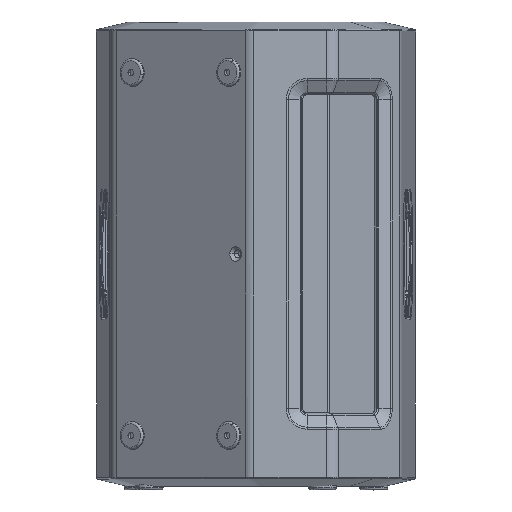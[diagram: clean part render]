
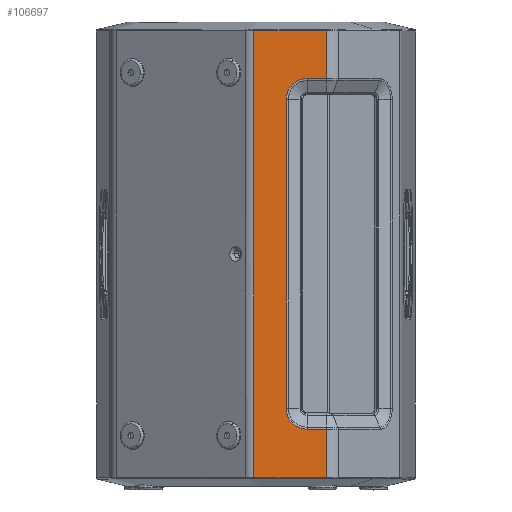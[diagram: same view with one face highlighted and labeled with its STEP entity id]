
A CAD part, top view. The second image highlights one B-rep face of the part: STEP entity #106697.
In plain terms, the highlighted planar face has unit normal (0, 0, 1).
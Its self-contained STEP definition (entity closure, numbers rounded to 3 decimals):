
#305 = CARTESIAN_POINT ( 'NONE',  ( 46.226, -303.438, 187.5 ) ) ;
#748 = CARTESIAN_POINT ( 'NONE',  ( 80.978, -303.438, 187.5 ) ) ;
#952 = ORIENTED_EDGE ( 'NONE', *, *, #29799, .T. ) ;
#2681 = AXIS2_PLACEMENT_3D ( 'NONE', #130710, #79609, #111474 ) ;
#3586 = LINE ( 'NONE', #95689, #96373 ) ;
#4244 = CARTESIAN_POINT ( 'NONE',  ( 95.287, -237.983, 187.5 ) ) ;
#5365 = VERTEX_POINT ( 'NONE', #111836 ) ;
#7400 = VECTOR ( 'NONE', #88453, 1000. ) ;
#12134 = DIRECTION ( 'NONE',  ( -1., 0., 0. ) ) ;
#12305 = DIRECTION ( 'NONE',  ( -1., 0., 0. ) ) ;
#12556 = DIRECTION ( 'NONE',  ( 0., -1., 0. ) ) ;
#16784 = PLANE ( 'NONE',  #2681 ) ;
#17374 = CARTESIAN_POINT ( 'NONE',  ( 40.907, 209.5, 187.5 ) ) ;
#17849 = LINE ( 'NONE', #83985, #102483 ) ;
#18801 = CARTESIAN_POINT ( 'NONE',  ( -1.813, 303.438, 187.5 ) ) ;
#19782 = VECTOR ( 'NONE', #91797, 1000. ) ;
#20808 = VERTEX_POINT ( 'NONE', #56000 ) ;
#21314 = ORIENTED_EDGE ( 'NONE', *, *, #87997, .T. ) ;
#22780 = ORIENTED_EDGE ( 'NONE', *, *, #120633, .T. ) ;
#23451 = CARTESIAN_POINT ( 'NONE',  ( 69.39, -237.983, 187.5 ) ) ;
#24135 = EDGE_LOOP ( 'NONE', ( #952, #21314, #30344, #105640, #25415, #127666, #28990, #99294, #22780, #27144 ) ) ;
#25415 = ORIENTED_EDGE ( 'NONE', *, *, #97226, .T. ) ;
#25703 = B_SPLINE_CURVE_WITH_KNOTS ( 'NONE', 3,
 ( #102219, #74020, #114495, #114964, #52129, #62640, #104007, #74472, #305, #105393, #748, #31187, #53058, #93947, #32527, #32085, #73118 ),
 .UNSPECIFIED., .F., .F.,
 ( 4, 2, 1, 1, 1, 1, 1, 1, 1, 1, 1, 2, 4 ),
 ( 0., 0.002, 0.003, 0.006, 0.012, 0.025, 0.049, 0.074, 0.086, 0.092, 0.095, 0.097, 0.098 ),
 .UNSPECIFIED. ) ;
#26592 = CARTESIAN_POINT ( 'NONE',  ( 94.265, 303.438, 187.5 ) ) ;
#27144 = ORIENTED_EDGE ( 'NONE', *, *, #61353, .T. ) ;
#28990 = ORIENTED_EDGE ( 'NONE', *, *, #65946, .T. ) ;
#29684 = CARTESIAN_POINT ( 'NONE',  ( 46.226, 303.438, 187.5 ) ) ;
#29799 = EDGE_CURVE ( 'NONE', #39887, #20808, #37127, .T. ) ;
#30344 = ORIENTED_EDGE ( 'NONE', *, *, #112609, .T. ) ;
#31187 = CARTESIAN_POINT ( 'NONE',  ( 88.132, -303.438, 187.5 ) ) ;
#32085 = CARTESIAN_POINT ( 'NONE',  ( 94.776, -303.44, 187.5 ) ) ;
#32515 = CARTESIAN_POINT ( 'NONE',  ( -2.835, 305., 187.5 ) ) ;
#32527 = CARTESIAN_POINT ( 'NONE',  ( 94.265, -303.438, 187.5 ) ) ;
#32789 = VERTEX_POINT ( 'NONE', #102686 ) ;
#37127 = CIRCLE ( 'NONE', #95185, 28.483 ) ;
#38411 = LINE ( 'NONE', #23451, #134687 ) ;
#39682 = CARTESIAN_POINT ( 'NONE',  ( -2.835, 303.438, 187.5 ) ) ;
#39887 = VERTEX_POINT ( 'NONE', #17374 ) ;
#40956 = DIRECTION ( 'NONE',  ( 0., 0., -1. ) ) ;
#42776 = DIRECTION ( 'NONE',  ( -1., 0., 0. ) ) ;
#44028 = FACE_OUTER_BOUND ( 'NONE', #24135, .T. ) ;
#45487 = AXIS2_PLACEMENT_3D ( 'NONE', #84632, #116081, #12305 ) ;
#51541 = CARTESIAN_POINT ( 'NONE',  ( -2.324, 303.44, 187.5 ) ) ;
#52129 = CARTESIAN_POINT ( 'NONE',  ( 0.742, -303.438, 187.5 ) ) ;
#53058 = CARTESIAN_POINT ( 'NONE',  ( 91.71, -303.438, 187.5 ) ) ;
#54343 = EDGE_CURVE ( 'NONE', #77689, #5365, #25703, .T. ) ;
#56000 = CARTESIAN_POINT ( 'NONE',  ( 69.39, 237.983, 187.5 ) ) ;
#60225 = CARTESIAN_POINT ( 'NONE',  ( -0.791, 303.438, 187.5 ) ) ;
#61353 = EDGE_CURVE ( 'NONE', #32789, #39887, #112651, .T. ) ;
#62640 = CARTESIAN_POINT ( 'NONE',  ( 4.32, -303.438, 187.5 ) ) ;
#65101 = CARTESIAN_POINT ( 'NONE',  ( -2.835, -303.438, 187.5 ) ) ;
#65946 = EDGE_CURVE ( 'NONE', #5365, #131781, #17849, .T. ) ;
#66293 = EDGE_CURVE ( 'NONE', #78798, #124791, #73002, .T. ) ;
#66571 = LINE ( 'NONE', #32515, #69840 ) ;
#69840 = VECTOR ( 'NONE', #12556, 1000. ) ;
#71635 = CARTESIAN_POINT ( 'NONE',  ( 0.742, 303.438, 187.5 ) ) ;
#73002 = B_SPLINE_CURVE_WITH_KNOTS ( 'NONE', 3,
 ( #90242, #131356, #26592, #113913, #81153, #113479, #113025, #134473, #29684, #123088, #103412, #82485, #71635, #60225, #18801, #51541, #39682 ),
 .UNSPECIFIED., .F., .F.,
 ( 4, 2, 1, 1, 1, 1, 1, 1, 1, 1, 1, 2, 4 ),
 ( 0., 0.002, 0.003, 0.006, 0.012, 0.025, 0.049, 0.074, 0.086, 0.092, 0.095, 0.097, 0.098 ),
 .UNSPECIFIED. ) ;
#73042 = CARTESIAN_POINT ( 'NONE',  ( -2.835, 303.438, 187.5 ) ) ;
#73118 = CARTESIAN_POINT ( 'NONE',  ( 95.287, -303.437, 187.5 ) ) ;
#73335 = CARTESIAN_POINT ( 'NONE',  ( 69.39, 209.5, 187.5 ) ) ;
#74020 = CARTESIAN_POINT ( 'NONE',  ( -2.324, -303.44, 187.5 ) ) ;
#74347 = CARTESIAN_POINT ( 'NONE',  ( 95.287, 303.437, 187.5 ) ) ;
#74472 = CARTESIAN_POINT ( 'NONE',  ( 25.784, -303.438, 187.5 ) ) ;
#74690 = VERTEX_POINT ( 'NONE', #120061 ) ;
#77689 = VERTEX_POINT ( 'NONE', #65101 ) ;
#78798 = VERTEX_POINT ( 'NONE', #74347 ) ;
#79609 = DIRECTION ( 'NONE',  ( 0., 0., -1. ) ) ;
#81153 = CARTESIAN_POINT ( 'NONE',  ( 91.71, 303.438, 187.5 ) ) ;
#82485 = CARTESIAN_POINT ( 'NONE',  ( 4.32, 303.438, 187.5 ) ) ;
#83985 = CARTESIAN_POINT ( 'NONE',  ( 95.287, 305., 187.5 ) ) ;
#84632 = CARTESIAN_POINT ( 'NONE',  ( 69.39, -209.5, 187.5 ) ) ;
#87804 = EDGE_CURVE ( 'NONE', #131781, #120525, #38411, .T. ) ;
#87997 = EDGE_CURVE ( 'NONE', #20808, #74690, #124711, .T. ) ;
#88453 = DIRECTION ( 'NONE',  ( 1., 0., 0. ) ) ;
#90242 = CARTESIAN_POINT ( 'NONE',  ( 95.287, 303.437, 187.5 ) ) ;
#91797 = DIRECTION ( 'NONE',  ( 0., 1., 0. ) ) ;
#92233 = CARTESIAN_POINT ( 'NONE',  ( 40.907, 209.5, 187.5 ) ) ;
#93947 = CARTESIAN_POINT ( 'NONE',  ( 93.243, -303.438, 187.5 ) ) ;
#94605 = CARTESIAN_POINT ( 'NONE',  ( 69.39, -237.983, 187.5 ) ) ;
#95185 = AXIS2_PLACEMENT_3D ( 'NONE', #73335, #40956, #42776 ) ;
#95689 = CARTESIAN_POINT ( 'NONE',  ( 95.287, 305., 187.5 ) ) ;
#96373 = VECTOR ( 'NONE', #106199, 1000. ) ;
#97226 = EDGE_CURVE ( 'NONE', #124791, #77689, #66571, .T. ) ;
#99294 = ORIENTED_EDGE ( 'NONE', *, *, #87804, .T. ) ;
#102219 = CARTESIAN_POINT ( 'NONE',  ( -2.835, -303.438, 187.5 ) ) ;
#102483 = VECTOR ( 'NONE', #114078, 1000. ) ;
#102686 = CARTESIAN_POINT ( 'NONE',  ( 40.907, -209.5, 187.5 ) ) ;
#103412 = CARTESIAN_POINT ( 'NONE',  ( 11.475, 303.438, 187.5 ) ) ;
#104007 = CARTESIAN_POINT ( 'NONE',  ( 11.475, -303.438, 187.5 ) ) ;
#105393 = CARTESIAN_POINT ( 'NONE',  ( 66.668, -303.438, 187.5 ) ) ;
#105640 = ORIENTED_EDGE ( 'NONE', *, *, #66293, .T. ) ;
#106199 = DIRECTION ( 'NONE',  ( 0., 1., 0. ) ) ;
#106697 = ADVANCED_FACE ( 'NONE', ( #44028 ), #16784, .F. ) ;
#111474 = DIRECTION ( 'NONE',  ( -1., 0., 0. ) ) ;
#111836 = CARTESIAN_POINT ( 'NONE',  ( 95.287, -303.437, 187.5 ) ) ;
#112609 = EDGE_CURVE ( 'NONE', #74690, #78798, #3586, .T. ) ;
#112651 = LINE ( 'NONE', #92233, #19782 ) ;
#113025 = CARTESIAN_POINT ( 'NONE',  ( 80.978, 303.438, 187.5 ) ) ;
#113479 = CARTESIAN_POINT ( 'NONE',  ( 88.132, 303.438, 187.5 ) ) ;
#113913 = CARTESIAN_POINT ( 'NONE',  ( 93.243, 303.438, 187.5 ) ) ;
#114078 = DIRECTION ( 'NONE',  ( 0., 1., 0. ) ) ;
#114495 = CARTESIAN_POINT ( 'NONE',  ( -1.813, -303.438, 187.5 ) ) ;
#114964 = CARTESIAN_POINT ( 'NONE',  ( -0.791, -303.438, 187.5 ) ) ;
#116081 = DIRECTION ( 'NONE',  ( 0., 0., -1. ) ) ;
#120061 = CARTESIAN_POINT ( 'NONE',  ( 95.287, 237.983, 187.5 ) ) ;
#120525 = VERTEX_POINT ( 'NONE', #94605 ) ;
#120633 = EDGE_CURVE ( 'NONE', #120525, #32789, #125914, .T. ) ;
#123088 = CARTESIAN_POINT ( 'NONE',  ( 25.784, 303.438, 187.5 ) ) ;
#124711 = LINE ( 'NONE', #131355, #7400 ) ;
#124791 = VERTEX_POINT ( 'NONE', #73042 ) ;
#125914 = CIRCLE ( 'NONE', #45487, 28.483 ) ;
#127666 = ORIENTED_EDGE ( 'NONE', *, *, #54343, .T. ) ;
#130710 = CARTESIAN_POINT ( 'NONE',  ( 0., 305., 187.5 ) ) ;
#131355 = CARTESIAN_POINT ( 'NONE',  ( 95.287, 237.983, 187.5 ) ) ;
#131356 = CARTESIAN_POINT ( 'NONE',  ( 94.776, 303.44, 187.5 ) ) ;
#131781 = VERTEX_POINT ( 'NONE', #4244 ) ;
#134473 = CARTESIAN_POINT ( 'NONE',  ( 66.668, 303.438, 187.5 ) ) ;
#134687 = VECTOR ( 'NONE', #12134, 1000. ) ;
